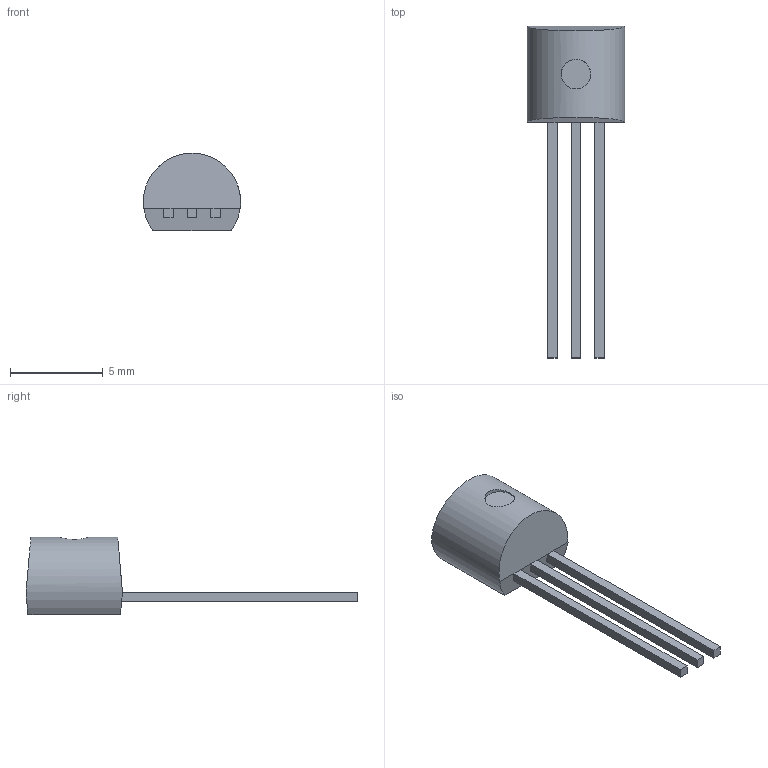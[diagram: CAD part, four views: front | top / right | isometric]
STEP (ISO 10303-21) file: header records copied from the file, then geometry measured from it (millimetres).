
FILE_DESCRIPTION (( 'STEP AP214' ), '1' );
FILE_NAME ('LM35DZ.STEP', '2015-10-17T16:43:29', ( '' ), ( '' ), 'SwSTEP 2.0', 'SolidWorks 2014', '' );
FILE_SCHEMA (( 'AUTOMOTIVE_DESIGN' ));
Length unit declared in the file: millimetre
Products named in the file (1): LM35DZ
Bounding box: 5.25 x 17.9 x 4.19 mm (x, y, z)
Volume: 102.1 mm3; surface area: 192.3 mm2
Topology: 1 solids, 1 shells, 31 faces, 137 edges, 116 vertices
Faces by surface type: plane 28, cylinder 3
Entity records: 2172 total; most frequent: CARTESIAN_POINT 806, ORIENTED_EDGE 274, DIRECTION 161, EDGE_CURVE 137, VERTEX_POINT 116, VECTOR 93, LINE 93, EDGE_LOOP 39
